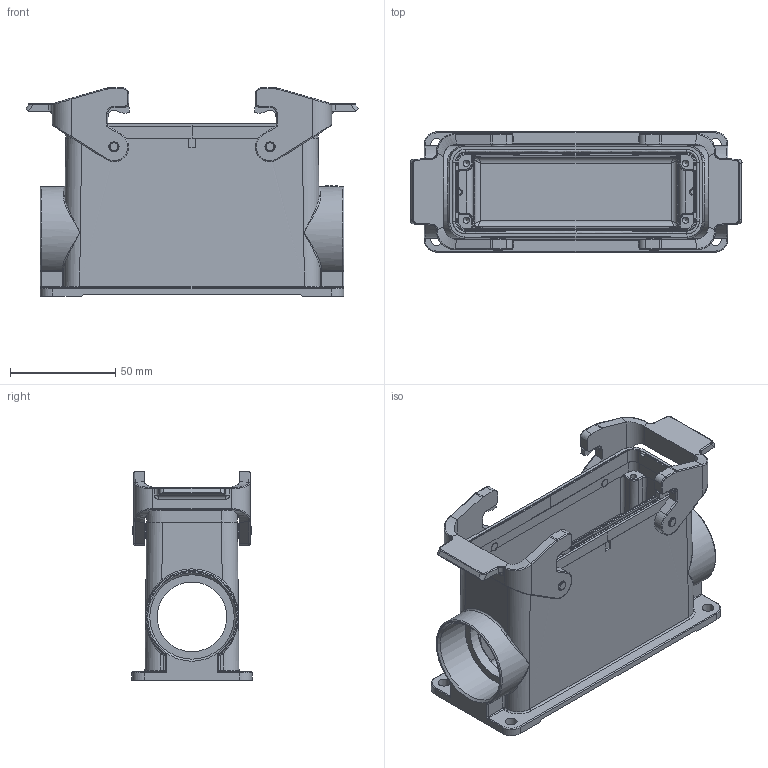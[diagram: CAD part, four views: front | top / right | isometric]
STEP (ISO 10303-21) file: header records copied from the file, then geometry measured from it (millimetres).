
FILE_DESCRIPTION(/* description */ (''),/* implementation_level */ '2;1');
FILE_NAME(/* name */ '100110405ugm000_c.stp',/* time_stamp */ '2017-11-03T16:41:59+01:00',/* author */ (''),/* organization */ (''),/* preprocessor_version */ 'ST-DEVELOPER v16',/* originating_system */ 'SIEMENS PLM Software NX 10.0',/* authorisation */ '');
FILE_SCHEMA (('AUTOMOTIVE_DESIGN { 1 0 10303 214 3 1 1 1 }'));
Length unit declared in the file: millimetre
Products named in the file (1): 100110405ugm000_c
Bounding box: 157.4 x 57 x 98.8 mm (x, y, z)
Volume: 164671.3 mm3; surface area: 81569 mm2
Topology: 3 solids, 5 shells, 783 faces, 2065 edges, 1305 vertices
Faces by surface type: plane 296, cylinder 280, bspline 137, torus 46, cone 22, extrusion 2
Full cylindrical faces by diameter (mm): 0.66 x1, 0.78 x1, 3 x4, 4 x4, 4.8 x4, 5.6 x4, 7 x4, 33 x2, 40 x2
Entity records: 34558 total; most frequent: CARTESIAN_POINT 12413, ORIENTED_EDGE 3846, DIRECTION 3622, EDGE_CURVE 1923, AXIS2_PLACEMENT_3D 1344, VERTEX_POINT 1228, VECTOR 934, LINE 932
